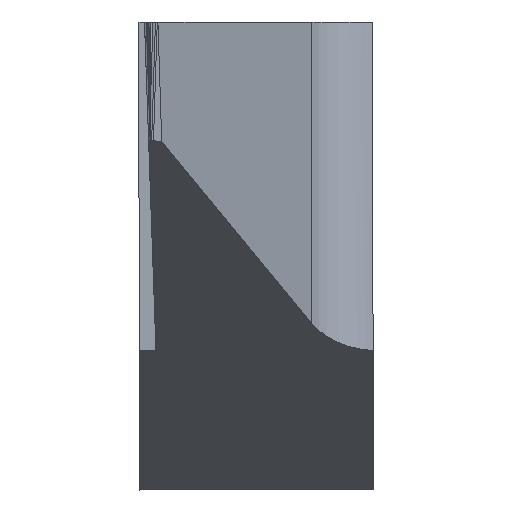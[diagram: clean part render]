
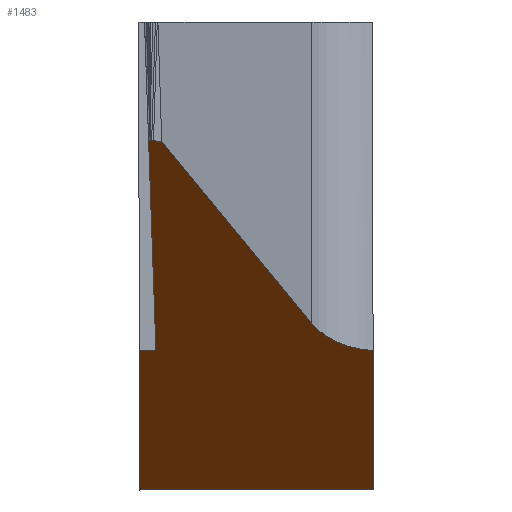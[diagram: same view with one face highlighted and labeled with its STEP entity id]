
A CAD part, front view. The second image highlights one B-rep face of the part: STEP entity #1483.
In plain terms, the highlighted planar face has unit normal (0, -0.574, -0.819).
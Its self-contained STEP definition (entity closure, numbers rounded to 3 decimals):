
#144=CARTESIAN_POINT('',(0.,6.554,-6.));
#145=VERTEX_POINT('',#144);
#156=CARTESIAN_POINT('',(0.,4.,-4.212));
#157=DIRECTION('',(0.,0.819,-0.574));
#158=VECTOR('',#157,3.118);
#159=LINE('',#156,#158);
#160=CARTESIAN_POINT('',(0.,4.,-4.212));
#161=VERTEX_POINT('',#160);
#162=EDGE_CURVE('',#161,#145,#159,.T.);
#254=CARTESIAN_POINT('',(0.217,4.,-4.212));
#255=DIRECTION('',(-1.,0.,0.));
#256=VECTOR('',#255,0.217);
#257=LINE('',#254,#256);
#258=CARTESIAN_POINT('',(0.217,4.,-4.212));
#259=VERTEX_POINT('',#258);
#260=EDGE_CURVE('',#259,#161,#257,.T.);
#339=CARTESIAN_POINT('',(0.123,0.161,-1.523));
#340=VERTEX_POINT('',#339);
#351=CARTESIAN_POINT('',(0.217,4.,-4.212));
#352=DIRECTION('',(-0.02,-0.819,0.573));
#353=VECTOR('',#352,4.688);
#354=LINE('',#351,#353);
#355=EDGE_CURVE('',#259,#340,#354,.T.);
#499=CARTESIAN_POINT('',(2.215,3.503,-3.864));
#500=VERTEX_POINT('',#499);
#511=CARTESIAN_POINT('',(0.291,0.171,-1.53));
#512=DIRECTION('',(0.428,0.741,-0.519));
#513=VECTOR('',#512,4.5);
#514=LINE('',#511,#513);
#515=CARTESIAN_POINT('',(0.291,0.171,-1.53));
#516=VERTEX_POINT('',#515);
#517=EDGE_CURVE('',#516,#500,#514,.T.);
#616=CARTESIAN_POINT('',(0.185,0.161,-1.524));
#617=VERTEX_POINT('',#616);
#628=CARTESIAN_POINT('',(0.185,0.161,-1.524));
#629=DIRECTION('',(0.994,0.09,-0.063));
#630=VECTOR('',#629,0.107);
#631=LINE('',#628,#630);
#632=EDGE_CURVE('',#617,#516,#631,.T.);
#676=CARTESIAN_POINT('',(0.162,0.146,-1.513));
#677=CARTESIAN_POINT('',(0.167,0.155,-1.519));
#678=CARTESIAN_POINT('',(0.176,0.16,-1.523));
#679=CARTESIAN_POINT('',(0.185,0.161,-1.524));
#680=(BOUNDED_CURVE()B_SPLINE_CURVE(3,(#676,#677,#678,#679),.UNSPECIFIED.,.F.,.F.)B_SPLINE_CURVE_WITH_KNOTS((4,4),(0.,1.),.UNSPECIFIED.)CURVE()GEOMETRIC_REPRESENTATION_ITEM()RATIONAL_B_SPLINE_CURVE((1.,0.925,0.925,1.))REPRESENTATION_ITEM(''));
#681=CARTESIAN_POINT('',(0.162,0.146,-1.513));
#682=VERTEX_POINT('',#681);
#683=EDGE_CURVE('',#682,#617,#680,.T.);
#744=CARTESIAN_POINT('',(0.153,0.127,-1.5));
#745=VERTEX_POINT('',#744);
#758=CARTESIAN_POINT('',(0.153,0.127,-1.5));
#759=DIRECTION('',(0.401,0.75,-0.525));
#760=VECTOR('',#759,0.025);
#761=LINE('',#758,#760);
#762=EDGE_CURVE('',#745,#682,#761,.T.);
#986=CARTESIAN_POINT('',(0.143,0.146,-1.513));
#987=VERTEX_POINT('',#986);
#998=CARTESIAN_POINT('',(0.143,0.146,-1.513));
#999=DIRECTION('',(0.401,-0.75,0.525));
#1000=VECTOR('',#999,0.025);
#1001=LINE('',#998,#1000);
#1002=EDGE_CURVE('',#987,#745,#1001,.T.);
#1052=CARTESIAN_POINT('',(3.,4.,-4.212));
#1053=VERTEX_POINT('',#1052);
#1064=CARTESIAN_POINT('',(2.215,3.503,-3.864));
#1065=CARTESIAN_POINT('',(2.383,3.793,-4.067));
#1066=CARTESIAN_POINT('',(2.666,3.973,-4.192));
#1067=CARTESIAN_POINT('',(3.,4.,-4.212));
#1068=(BOUNDED_CURVE()B_SPLINE_CURVE(3,(#1064,#1065,#1066,#1067),.UNSPECIFIED.,.F.,.F.)B_SPLINE_CURVE_WITH_KNOTS((4,4),(0.,1.),.UNSPECIFIED.)CURVE()GEOMETRIC_REPRESENTATION_ITEM()RATIONAL_B_SPLINE_CURVE((1.,0.924,0.924,1.))REPRESENTATION_ITEM('')
);
#1069=EDGE_CURVE('',#500,#1053,#1068,.T.);
#1167=CARTESIAN_POINT('',(0.123,0.161,-1.523));
#1168=CARTESIAN_POINT('',(0.132,0.159,-1.522));
#1169=CARTESIAN_POINT('',(0.138,0.153,-1.518));
#1170=CARTESIAN_POINT('',(0.143,0.146,-1.513));
#1171=(BOUNDED_CURVE()B_SPLINE_CURVE(3,(#1167,#1168,#1169,#1170),.UNSPECIFIED.,.F.,.F.)B_SPLINE_CURVE_WITH_KNOTS((4,4),(0.,1.),.UNSPECIFIED.)CURVE()GEOMETRIC_REPRESENTATION_ITEM()RATIONAL_B_SPLINE_CURVE((1.,0.943,0.943,1.))REPRESENTATION_ITEM('')
);
#1172=EDGE_CURVE('',#340,#987,#1171,.T.);
#1356=CARTESIAN_POINT('',(1.1,2.782,-3.359));
#1357=DIRECTION('',(0.,0.574,0.819));
#1358=DIRECTION('',(0.,-0.47,0.329));
#1359=AXIS2_PLACEMENT_3D('',#1356,#1357,#1358);
#1360=PLANE('',#1359);
#1361=ORIENTED_EDGE('Edge 1256',*,*,#355,.F.);
#1370=ORIENTED_EDGE('Edge 1118',*,*,#1172,.F.);
#1379=ORIENTED_EDGE('Edge 898',*,*,#1002,.F.);
#1388=ORIENTED_EDGE('Edge 271',*,*,#762,.F.);
#1397=ORIENTED_EDGE('Edge 276',*,*,#683,.F.);
#1406=ORIENTED_EDGE('Edge 281',*,*,#632,.F.);
#1415=ORIENTED_EDGE('Edge 1317',*,*,#517,.F.);
#1424=ORIENTED_EDGE('Edge 291',*,*,#1069,.F.);
#1433=CARTESIAN_POINT('',(3.,4.,-4.212));
#1434=DIRECTION('',(0.,0.819,-0.574));
#1435=VECTOR('',#1434,3.118);
#1436=LINE('',#1433,#1435);
#1437=CARTESIAN_POINT('',(3.,6.554,-6.));
#1438=VERTEX_POINT('',#1437);
#1439=EDGE_CURVE('',#1053,#1438,#1436,.T.);
#1440=ORIENTED_EDGE('Edge 71',*,*,#1439,.F.);
#1449=CARTESIAN_POINT('',(0.,6.554,-6.));
#1450=DIRECTION('',(1.,0.,0.));
#1451=VECTOR('',#1450,3.);
#1452=LINE('',#1449,#1451);
#1453=EDGE_CURVE('',#145,#1438,#1452,.T.);
#1454=ORIENTED_EDGE('Edge 180',*,*,#1453,.T.);
#1463=ORIENTED_EDGE('Edge 118',*,*,#162,.T.);
#1472=ORIENTED_EDGE('Edge 1221',*,*,#260,.T.);
#1481=EDGE_LOOP('',(#1472,#1463,#1454,#1440,#1424,#1415,#1406,#1397,#1388,#1379,#1370,#1361));
#1482=FACE_OUTER_BOUND('Loop 312',#1481,.T.);
#1483=ADVANCED_FACE('Face 313',(#1482),#1360,.F.);
